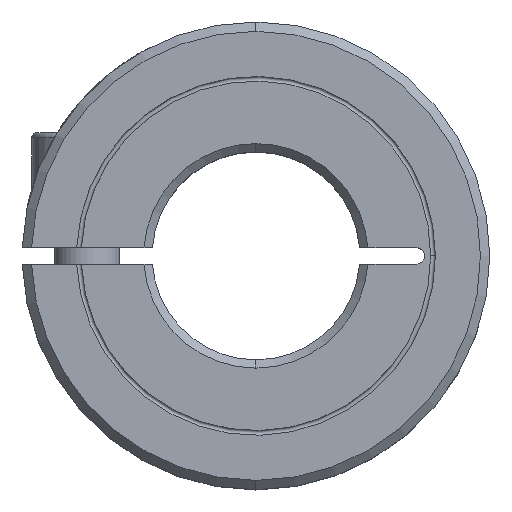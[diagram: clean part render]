
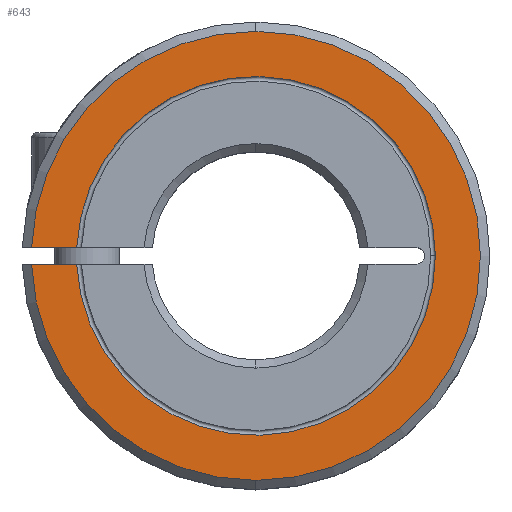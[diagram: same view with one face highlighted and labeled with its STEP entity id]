
A CAD part, top view. The second image highlights one B-rep face of the part: STEP entity #643.
In plain terms, the highlighted planar face has unit normal (0, 0, 1).
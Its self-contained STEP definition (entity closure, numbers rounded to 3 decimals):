
#449=EDGE_CURVE('',#491,#575,#1188,.T.);
#473=VERTEX_POINT('',#1215);
#491=VERTEX_POINT('',#1235);
#531=EDGE_CURVE('',#575,#887,#1281,.T.);
#575=VERTEX_POINT('',#1331);
#643=ADVANCED_FACE('',(#1408),#1409,.T.);
#695=EDGE_CURVE('',#719,#939,#1468,.T.);
#719=VERTEX_POINT('',#1493);
#827=EDGE_CURVE('',#939,#855,#1610,.T.);
#855=VERTEX_POINT('',#1640);
#861=EDGE_CURVE('',#473,#719,#1648,.T.);
#887=VERTEX_POINT('',#1677);
#923=EDGE_CURVE('',#473,#491,#1715,.T.);
#939=VERTEX_POINT('',#1734);
#1023=EDGE_CURVE('',#887,#855,#1825,.T.);
#1188=CIRCLE('',#2086,13.81);
#1215=CARTESIAN_POINT('',(-17.269,0.63,13.0));
#1235=CARTESIAN_POINT('',(-13.796,0.63,13.0));
#1281=CIRCLE('',#2278,13.81);
#1331=CARTESIAN_POINT('',(13.81,0.,13.0));
#1408=FACE_OUTER_BOUND('',#2491,.T.);
#1409=PLANE('',#2492);
#1468=CIRCLE('',#2569,17.28);
#1493=CARTESIAN_POINT('',(0.,17.28,13.0));
#1610=CIRCLE('',#2871,17.28);
#1640=CARTESIAN_POINT('',(-17.269,-0.63,13.0));
#1648=CIRCLE('',#2916,17.28);
#1677=CARTESIAN_POINT('',(-13.796,-0.63,13.0));
#1715=LINE('',#3006,#3007);
#1734=CARTESIAN_POINT('',(0.,-17.28,13.0));
#1825=LINE('',#3168,#3169);
#2086=AXIS2_PLACEMENT_3D('',#3377,#3378,#3379);
#2278=AXIS2_PLACEMENT_3D('',#3512,#3513,#3514);
#2491=EDGE_LOOP('',(#3683,#3684,#3685,#3686,#3687,#3688,#3689));
#2492=AXIS2_PLACEMENT_3D('',#3690,#3691,#3692);
#2569=AXIS2_PLACEMENT_3D('',#3768,#3769,#3770);
#2871=AXIS2_PLACEMENT_3D('',#3920,#3921,#3922);
#2916=AXIS2_PLACEMENT_3D('',#3967,#3968,#3969);
#3006=CARTESIAN_POINT('',(-1.658,0.63,13.0));
#3007=VECTOR('',#4041,1.0);
#3168=CARTESIAN_POINT('',(-1.658,-0.63,13.0));
#3169=VECTOR('',#4151,1.0);
#3377=CARTESIAN_POINT('',(0.,0.,13.0));
#3378=DIRECTION('',(0.,0.,-1.0));
#3379=DIRECTION('',(1.0,0.,0.));
#3512=CARTESIAN_POINT('',(0.,0.,13.0));
#3513=DIRECTION('',(0.,0.,-1.0));
#3514=DIRECTION('',(1.0,0.,0.));
#3683=ORIENTED_EDGE('',*,*,#1023,.T.);
#3684=ORIENTED_EDGE('',*,*,#827,.F.);
#3685=ORIENTED_EDGE('',*,*,#695,.F.);
#3686=ORIENTED_EDGE('',*,*,#861,.F.);
#3687=ORIENTED_EDGE('',*,*,#923,.T.);
#3688=ORIENTED_EDGE('',*,*,#449,.T.);
#3689=ORIENTED_EDGE('',*,*,#531,.T.);
#3690=CARTESIAN_POINT('',(0.,12.96,13.0));
#3691=DIRECTION('',(0.,0.,1.0));
#3692=DIRECTION('',(0.,-1.0,0.));
#3768=CARTESIAN_POINT('',(0.,0.0,13.0));
#3769=DIRECTION('',(0.,0.0,-1.0));
#3770=DIRECTION('',(0.0,1.0,0.0));
#3920=CARTESIAN_POINT('',(0.,0.0,13.0));
#3921=DIRECTION('',(0.,0.0,-1.0));
#3922=DIRECTION('',(0.0,1.0,0.0));
#3967=CARTESIAN_POINT('',(0.,0.0,13.0));
#3968=DIRECTION('',(0.,0.0,-1.0));
#3969=DIRECTION('',(0.0,1.0,0.0));
#4041=DIRECTION('',(1.0,0.0,0.));
#4151=DIRECTION('',(-1.0,0.0,0.));
